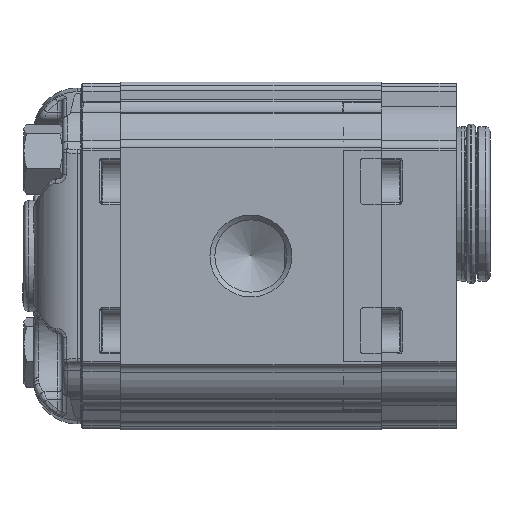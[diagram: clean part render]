
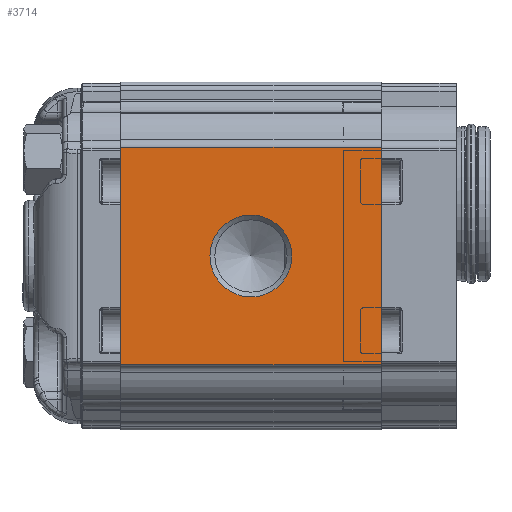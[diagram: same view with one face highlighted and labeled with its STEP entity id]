
A CAD part, left-side view. The second image highlights one B-rep face of the part: STEP entity #3714.
In plain terms, the highlighted planar face has unit normal (-1, 0, 0).
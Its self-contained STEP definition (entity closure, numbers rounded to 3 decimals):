
#3714 = ADVANCED_FACE( '', ( #8413, #8414 ), #8415, .T. );
#8413 = FACE_BOUND( '', #15896, .T. );
#8414 = FACE_OUTER_BOUND( '', #15897, .T. );
#8415 = PLANE( '', #15898 );
#15896 = EDGE_LOOP( '', ( #28833 ) );
#15897 = EDGE_LOOP( '', ( #28834, #28835, #28836, #28837 ) );
#15898 = AXIS2_PLACEMENT_3D( '', #28838, #28839, #28840 );
#28833 = ORIENTED_EDGE( '', *, *, #38806, .F. );
#28834 = ORIENTED_EDGE( '', *, *, #41271, .T. );
#28835 = ORIENTED_EDGE( '', *, *, #37842, .T. );
#28836 = ORIENTED_EDGE( '', *, *, #41272, .T. );
#28837 = ORIENTED_EDGE( '', *, *, #38833, .F. );
#28838 = CARTESIAN_POINT( '', ( -33., 129.534, 48.138 ) );
#28839 = DIRECTION( '', ( -1., 0., 0. ) );
#28840 = DIRECTION( '', ( 0., 0., 1. ) );
#37842 = EDGE_CURVE( '', #44989, #44987, #44990, .T. );
#38806 = EDGE_CURVE( '', #46549, #46549, #46550, .F. );
#38833 = EDGE_CURVE( '', #46592, #46594, #46595, .T. );
#41271 = EDGE_CURVE( '', #46592, #44989, #50173, .T. );
#41272 = EDGE_CURVE( '', #44987, #46594, #50174, .F. );
#44987 = VERTEX_POINT( '', #55868 );
#44989 = VERTEX_POINT( '', #55870 );
#44990 = LINE( '', #55871, #55872 );
#46549 = VERTEX_POINT( '', #58681 );
#46550 = CIRCLE( '', #58682, 8.475 );
#46592 = VERTEX_POINT( '', #58733 );
#46594 = VERTEX_POINT( '', #58735 );
#46595 = LINE( '', #58736, #58737 );
#50173 = LINE( '', #66615, #66616 );
#50174 = LINE( '', #66617, #66618 );
#55868 = CARTESIAN_POINT( '', ( -33., 0., 22.5 ) );
#55870 = CARTESIAN_POINT( '', ( -33., 0., -22.5 ) );
#55871 = CARTESIAN_POINT( '', ( -33., 0., -21.711 ) );
#55872 = VECTOR( '', #72573, 1000. );
#58681 = CARTESIAN_POINT( '', ( -33., 27., -8.475 ) );
#58682 = AXIS2_PLACEMENT_3D( '', #73727, #73728, #73729 );
#58733 = CARTESIAN_POINT( '', ( -33., 54., -22.5 ) );
#58735 = CARTESIAN_POINT( '', ( -33., 54., 22.5 ) );
#58736 = CARTESIAN_POINT( '', ( -33., 54., -21.711 ) );
#58737 = VECTOR( '', #73778, 1000. );
#66615 = CARTESIAN_POINT( '', ( -33., 54., -22.5 ) );
#66616 = VECTOR( '', #76465, 1000. );
#66617 = CARTESIAN_POINT( '', ( -33., 54., 22.5 ) );
#66618 = VECTOR( '', #76466, 1000. );
#72573 = DIRECTION( '', ( 0., 0., 1. ) );
#73727 = CARTESIAN_POINT( '', ( -33., 27., 0. ) );
#73728 = DIRECTION( '', ( 1., 0., 0. ) );
#73729 = DIRECTION( '', ( 0., 0., -1. ) );
#73778 = DIRECTION( '', ( 0., 0., 1. ) );
#76465 = DIRECTION( '', ( 0., -1., 0. ) );
#76466 = DIRECTION( '', ( 0., -1., 0. ) );
